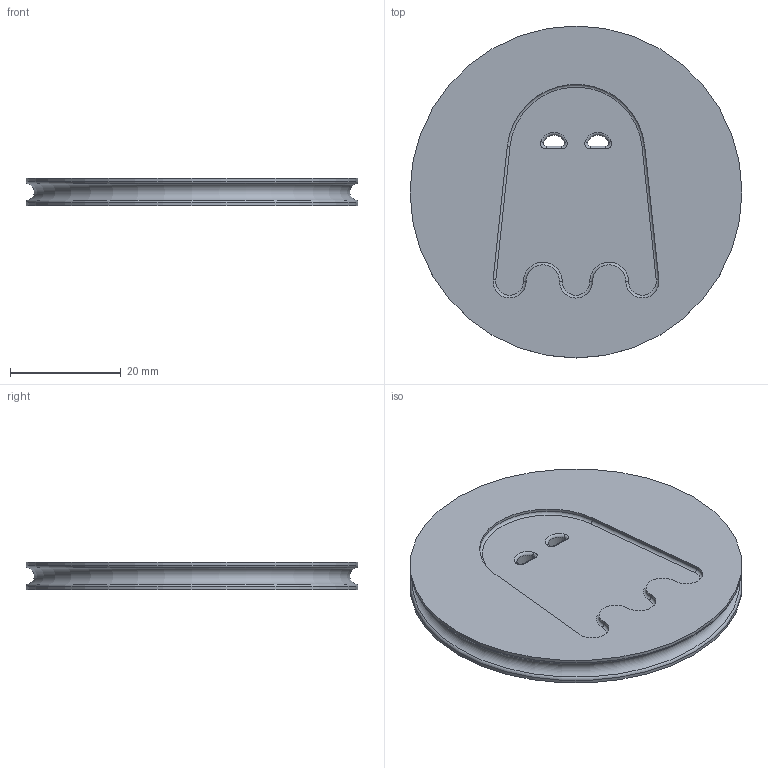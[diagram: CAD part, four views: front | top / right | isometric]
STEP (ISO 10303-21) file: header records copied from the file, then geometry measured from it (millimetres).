
FILE_DESCRIPTION(/* description */ ('Unknown'),/* implementation_level */ '2;1');
FILE_NAME(/* name */ 'base-wheel',/* time_stamp */ '2024-04-12T12:57:59+10:00',/* author */ ('Unknown'),/* organization */ ('Unknown'),/* preprocessor_version */ 'ST-DEVELOPER v18.102',/* originating_system */ 'Solid Edge',/* authorisation */ 'Unknown');
FILE_SCHEMA (('AUTOMOTIVE_DESIGN {1 0 10303 214 3 1 1}'));
Length unit declared in the file: millimetre
Products named in the file (1): base-wheel
Bounding box: 60 x 60 x 5 mm (x, y, z)
Volume: 12116.5 mm3; surface area: 7158 mm2
Topology: 1 solids, 1 shells, 49 faces, 118 edges, 73 vertices
Faces by surface type: cylinder 22, torus 15, plane 12
Full cylindrical faces by diameter (mm): 60 x2
Entity records: 1428 total; most frequent: DIRECTION 272, CARTESIAN_POINT 236, ORIENTED_EDGE 220, AXIS2_PLACEMENT_3D 114, EDGE_CURVE 110, VERTEX_POINT 70, CIRCLE 64, EDGE_LOOP 60
